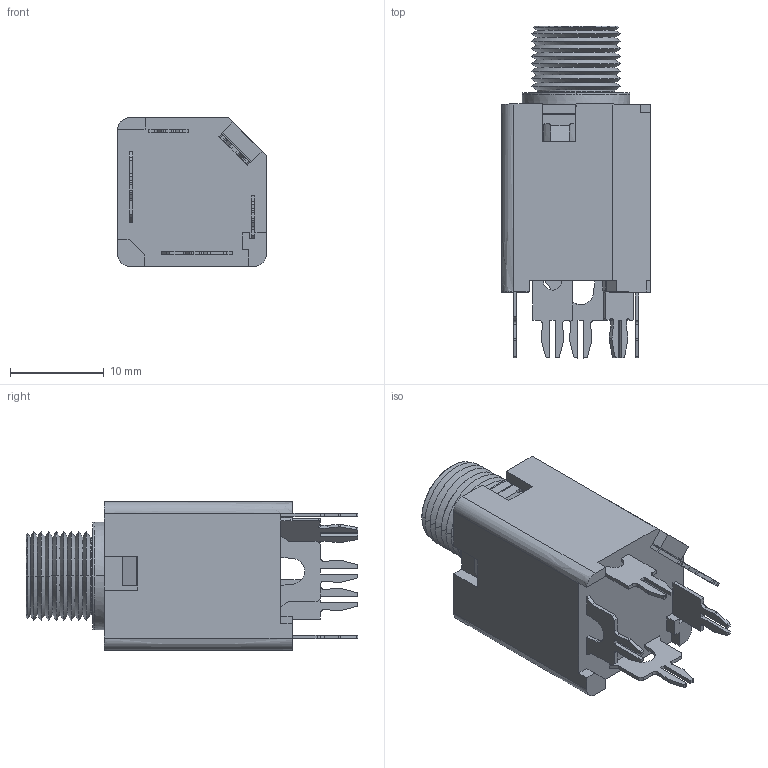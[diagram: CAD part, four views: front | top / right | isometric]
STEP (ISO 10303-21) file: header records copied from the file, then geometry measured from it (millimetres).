
FILE_DESCRIPTION (( 'STEP AP214' ), '1' );
FILE_NAME ('CUI_DEVICES_SJ-63083D.step', '2021-03-03T15:20:46', ( '' ), ( '' ), 'SwSTEP 2.0', 'SolidWorks 2021', '' );
FILE_SCHEMA (( 'AUTOMOTIVE_DESIGN' ));
Length unit declared in the file: inch
Products named in the file (1): CUI_DEVICES_SJ-63083D
Bounding box: 15.8 x 35.3 x 15.8 mm (x, y, z)
Volume: 4484.9 mm3; surface area: 3698.7 mm2
Topology: 3 solids, 6 shells, 410 faces, 1214 edges, 810 vertices
Faces by surface type: plane 272, bspline 120, cylinder 18
Entity records: 23723 total; most frequent: CARTESIAN_POINT 11587, ORIENTED_EDGE 2428, DIRECTION 1456, EDGE_CURVE 1214, VECTOR 814, LINE 814, VERTEX_POINT 810, EDGE_LOOP 430
